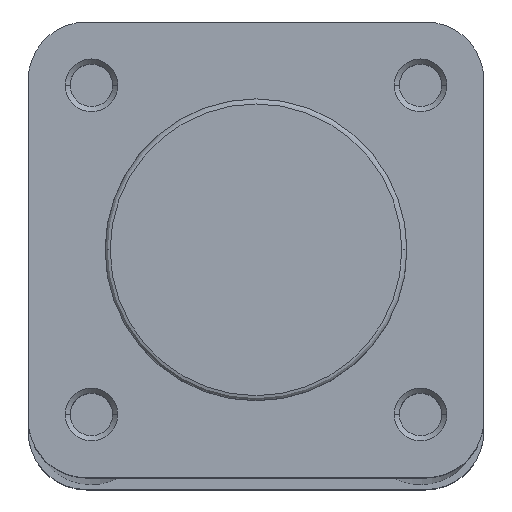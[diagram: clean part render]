
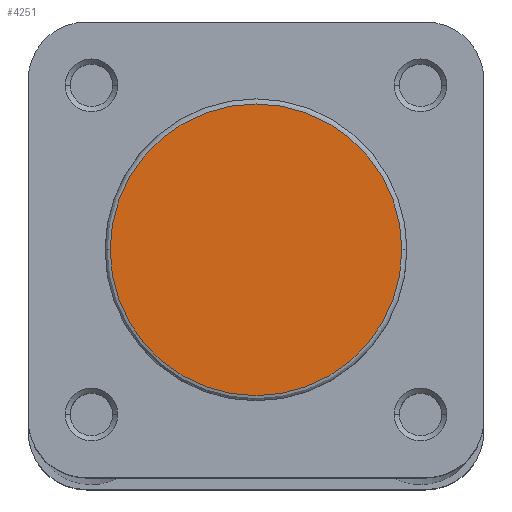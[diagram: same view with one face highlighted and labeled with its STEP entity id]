
A CAD part, top view. The second image highlights one B-rep face of the part: STEP entity #4251.
In plain terms, the highlighted planar face has unit normal (0, 0, 1).
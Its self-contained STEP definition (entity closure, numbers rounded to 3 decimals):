
#353 = EDGE_CURVE ( 'NONE', #585, #593, #2363, .T. ) ;
#399 = EDGE_CURVE ( 'NONE', #593, #585, #2433, .T. ) ;
#585 = VERTEX_POINT ( 'NONE', #4917 ) ;
#593 = VERTEX_POINT ( 'NONE', #4923 ) ;
#1593 = CARTESIAN_POINT ( 'NONE',  ( 0., 0., 0. ) ) ;
#1594 = DIRECTION ( 'NONE',  ( 0., 0., 1. ) ) ;
#1595 = DIRECTION ( 'NONE',  ( -1., 0., 0. ) ) ;
#1706 = CARTESIAN_POINT ( 'NONE',  ( 0., 0., 0. ) ) ;
#1709 = DIRECTION ( 'NONE',  ( 0., 0., 1. ) ) ;
#1710 = DIRECTION ( 'NONE',  ( -1., 0., 0. ) ) ;
#2363 = CIRCLE ( 'NONE', #2833, 14.4 ) ;
#2433 = CIRCLE ( 'NONE', #4442, 14.4 ) ;
#2833 = AXIS2_PLACEMENT_3D ( 'NONE', #1593, #1594, #1595 ) ;
#2997 = FACE_OUTER_BOUND ( 'NONE', #3699, .T. ) ;
#3699 = EDGE_LOOP ( 'NONE', ( #4010, #4008 ) ) ;
#4008 = ORIENTED_EDGE ( 'NONE', *, *, #353, .T. ) ;
#4010 = ORIENTED_EDGE ( 'NONE', *, *, #399, .T. ) ;
#4251 = ADVANCED_FACE ( 'NONE', ( #2997 ), #5880, .F. ) ;
#4442 = AXIS2_PLACEMENT_3D ( 'NONE', #1706, #1709, #1710 ) ;
#4701 = AXIS2_PLACEMENT_3D ( 'NONE', #5879, #5882, #5883 ) ;
#4917 = CARTESIAN_POINT ( 'NONE',  ( 14.4, 0., 0. ) ) ;
#4923 = CARTESIAN_POINT ( 'NONE',  ( -14.4, 0., 0. ) ) ;
#5879 = CARTESIAN_POINT ( 'NONE',  ( 0., 14.9, 0. ) ) ;
#5880 = PLANE ( 'NONE',  #4701 ) ;
#5882 = DIRECTION ( 'NONE',  ( 0., 0., -1. ) ) ;
#5883 = DIRECTION ( 'NONE',  ( -1., 0., 0. ) ) ;
